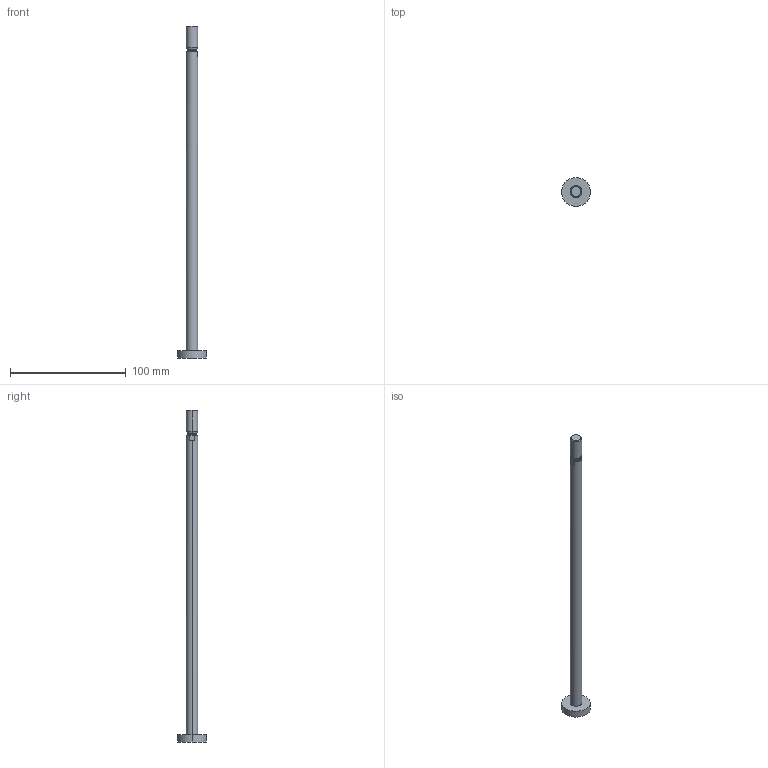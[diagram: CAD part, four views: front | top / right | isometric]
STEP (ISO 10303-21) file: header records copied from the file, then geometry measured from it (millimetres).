
FILE_DESCRIPTION (( 'STEP AP203' ), '1' );
FILE_NAME ('559289 DSNU-25-200-PPS---(A---00--0-KS)_Default_sldprt.STEP', '2024-06-10T11:30:19', ( '' ), ( '' ), 'SwSTEP 2.0', 'SolidWorks 2020', '' );
FILE_SCHEMA (( 'CONFIG_CONTROL_DESIGN' ));
Length unit declared in the file: millimetre
Products named in the file (1): 559289 DSNU-25-200-PPS---(A---00--0-KS)_Default_sldprt
Bounding box: 25 x 25 x 286.85 mm (x, y, z)
Volume: 25025.5 mm3; surface area: 10279.4 mm2
Topology: 1 solids, 1 shells, 25 faces, 56 edges, 34 vertices
Faces by surface type: plane 9, cylinder 8, torus 4, cone 4
Entity records: 795 total; most frequent: CARTESIAN_POINT 142, DIRECTION 134, ORIENTED_EDGE 112, EDGE_CURVE 56, AXIS2_PLACEMENT_3D 56, VERTEX_POINT 34, CIRCLE 30, EDGE_LOOP 26
